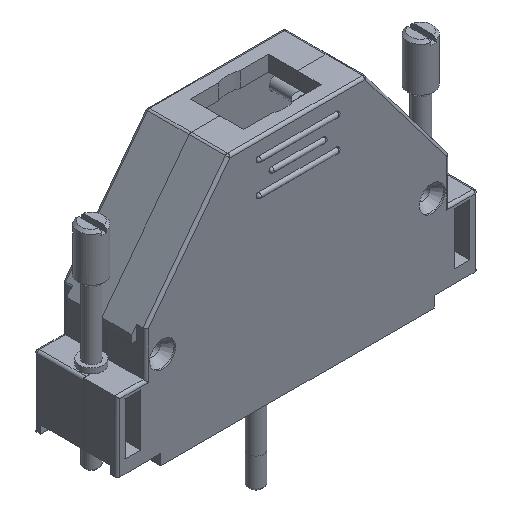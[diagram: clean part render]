
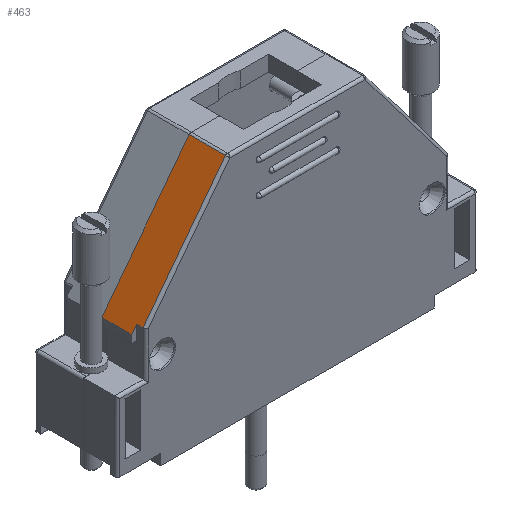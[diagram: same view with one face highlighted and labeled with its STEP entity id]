
A CAD part, isometric view. The second image highlights one B-rep face of the part: STEP entity #463.
In plain terms, the highlighted planar face has unit normal (-0.795, 0, 0.606).
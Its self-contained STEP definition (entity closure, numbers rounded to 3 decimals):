
#463 = ADVANCED_FACE( '', ( #995 ), #996, .F. );
#995 = FACE_OUTER_BOUND( '', #1585, .T. );
#996 = PLANE( '', #1586 );
#1585 = EDGE_LOOP( '', ( #3004, #3005, #3006, #3007, #3008, #3009 ) );
#1586 = AXIS2_PLACEMENT_3D( '', #3010, #3011, #3012 );
#3004 = ORIENTED_EDGE( '', *, *, #4436, .T. );
#3005 = ORIENTED_EDGE( '', *, *, #4437, .T. );
#3006 = ORIENTED_EDGE( '', *, *, #4405, .F. );
#3007 = ORIENTED_EDGE( '', *, *, #4438, .T. );
#3008 = ORIENTED_EDGE( '', *, *, #4439, .T. );
#3009 = ORIENTED_EDGE( '', *, *, #4440, .T. );
#3010 = CARTESIAN_POINT( '', ( -29.275, -0.5, 24.279 ) );
#3011 = DIRECTION( '', ( 0.795, 0., -0.606 ) );
#3012 = DIRECTION( '', ( -0.606, 0., -0.795 ) );
#4405 = EDGE_CURVE( '', #5376, #5378, #5379, .T. );
#4436 = EDGE_CURVE( '', #5434, #5435, #5436, .T. );
#4437 = EDGE_CURVE( '', #5435, #5378, #5437, .F. );
#4438 = EDGE_CURVE( '', #5376, #5438, #5439, .T. );
#4439 = EDGE_CURVE( '', #5438, #5440, #5441, .T. );
#4440 = EDGE_CURVE( '', #5440, #5434, #5442, .T. );
#5376 = VERTEX_POINT( '', #6743 );
#5378 = VERTEX_POINT( '', #6746 );
#5379 = LINE( '', #6747, #6748 );
#5434 = VERTEX_POINT( '', #6830 );
#5435 = VERTEX_POINT( '', #6831 );
#5436 = LINE( '', #6832, #6833 );
#5437 = LINE( '', #6834, #6835 );
#5438 = VERTEX_POINT( '', #6836 );
#5439 = LINE( '', #6837, #6838 );
#5440 = VERTEX_POINT( '', #6839 );
#5441 = LINE( '', #6840, #6841 );
#5442 = LINE( '', #6842, #6843 );
#6743 = CARTESIAN_POINT( '', ( -30.25, -0.5, 23. ) );
#6746 = CARTESIAN_POINT( '', ( -13.4, -0.5, 45.103 ) );
#6747 = CARTESIAN_POINT( '', ( -29.275, -0.5, 24.279 ) );
#6748 = VECTOR( '', #7862, 1000. );
#6830 = CARTESIAN_POINT( '', ( -29.275, -7.5, 24.279 ) );
#6831 = CARTESIAN_POINT( '', ( -13.4, -7.5, 45.103 ) );
#6832 = CARTESIAN_POINT( '', ( -29.275, -7.5, 24.279 ) );
#6833 = VECTOR( '', #7899, 1000. );
#6834 = CARTESIAN_POINT( '', ( -13.4, -0.5, 45.103 ) );
#6835 = VECTOR( '', #7900, 1000. );
#6836 = CARTESIAN_POINT( '', ( -30.25, -6.25, 23. ) );
#6837 = CARTESIAN_POINT( '', ( -30.25, -0.5, 23. ) );
#6838 = VECTOR( '', #7901, 1000. );
#6839 = CARTESIAN_POINT( '', ( -29.275, -6.25, 24.279 ) );
#6840 = CARTESIAN_POINT( '', ( -30.25, -6.25, 23. ) );
#6841 = VECTOR( '', #7902, 1000. );
#6842 = CARTESIAN_POINT( '', ( -29.275, -0.5, 24.279 ) );
#6843 = VECTOR( '', #7903, 1000. );
#7862 = DIRECTION( '', ( 0.606, 0., 0.795 ) );
#7899 = DIRECTION( '', ( 0.606, 0., 0.795 ) );
#7900 = DIRECTION( '', ( 0., -1., 0. ) );
#7901 = DIRECTION( '', ( 0., -1., 0. ) );
#7902 = DIRECTION( '', ( 0.606, 0., 0.795 ) );
#7903 = DIRECTION( '', ( 0., -1., 0. ) );
